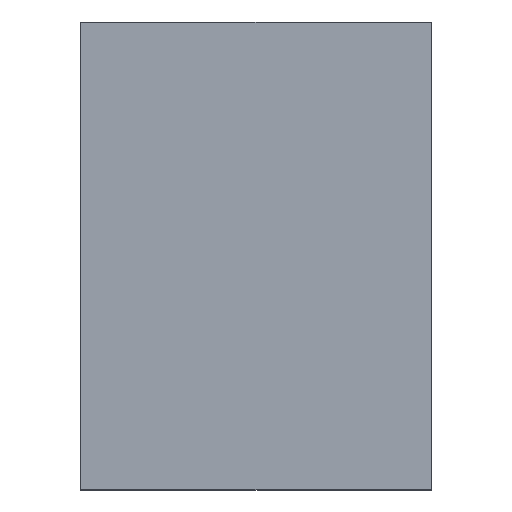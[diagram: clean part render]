
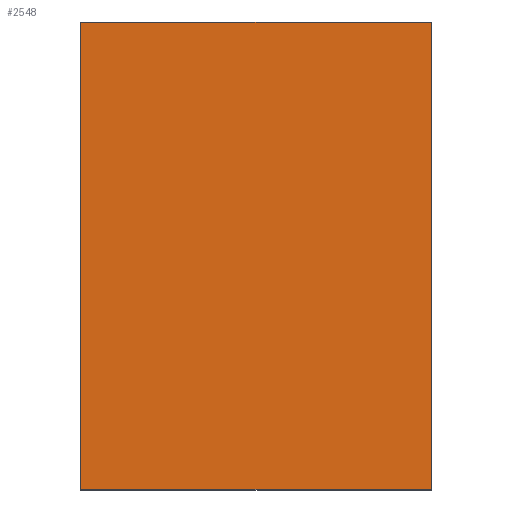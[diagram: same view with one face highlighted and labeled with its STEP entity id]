
A CAD part, top view. The second image highlights one B-rep face of the part: STEP entity #2548.
In plain terms, the highlighted planar face has unit normal (0, 0, 1).
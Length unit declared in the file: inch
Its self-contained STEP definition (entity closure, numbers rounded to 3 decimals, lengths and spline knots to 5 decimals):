
#381 = ORIENTED_EDGE ( 'NONE', *, *, #3610, .T. ) ;
#920 = VECTOR ( 'NONE', #4544, 39.37008 ) ;
#1404 = EDGE_CURVE ( 'NONE', #5161, #6215, #3188, .T. ) ;
#1445 = CARTESIAN_POINT ( 'NONE',  ( 1.5, 2., 0. ) ) ;
#1867 = EDGE_CURVE ( 'NONE', #6215, #6454, #6416, .T. ) ;
#1957 = VECTOR ( 'NONE', #4313, 39.37008 ) ;
#2548 = ADVANCED_FACE ( 'NONE', ( #7553 ), #4203, .F. ) ;
#2553 = VERTEX_POINT ( 'NONE', #4158 ) ;
#2755 = ORIENTED_EDGE ( 'NONE', *, *, #5621, .T. ) ;
#3188 = LINE ( 'NONE', #7420, #8204 ) ;
#3496 = DIRECTION ( 'NONE',  ( -1., 0., 0. ) ) ;
#3591 = CARTESIAN_POINT ( 'NONE',  ( 0., 2., 0. ) ) ;
#3610 = EDGE_CURVE ( 'NONE', #5161, #2553, #5640, .T. ) ;
#3813 = ORIENTED_EDGE ( 'NONE', *, *, #1404, .F. ) ;
#4067 = DIRECTION ( 'NONE',  ( 1., 0., 0. ) ) ;
#4158 = CARTESIAN_POINT ( 'NONE',  ( 0., 0., 0. ) ) ;
#4203 = PLANE ( 'NONE',  #7391 ) ;
#4271 = CARTESIAN_POINT ( 'NONE',  ( 1.5, 2., 0. ) ) ;
#4313 = DIRECTION ( 'NONE',  ( 0., -1., 0. ) ) ;
#4544 = DIRECTION ( 'NONE',  ( 1., 0., 0. ) ) ;
#4799 = ORIENTED_EDGE ( 'NONE', *, *, #1867, .F. ) ;
#4819 = CARTESIAN_POINT ( 'NONE',  ( 0., 2., 0. ) ) ;
#5002 = VECTOR ( 'NONE', #7041, 39.37008 ) ;
#5161 = VERTEX_POINT ( 'NONE', #3591 ) ;
#5621 = EDGE_CURVE ( 'NONE', #2553, #6454, #8673, .T. ) ;
#5640 = LINE ( 'NONE', #6424, #5002 ) ;
#6215 = VERTEX_POINT ( 'NONE', #1445 ) ;
#6416 = LINE ( 'NONE', #4271, #1957 ) ;
#6424 = CARTESIAN_POINT ( 'NONE',  ( 0., 2., 0. ) ) ;
#6454 = VERTEX_POINT ( 'NONE', #8203 ) ;
#6648 = CARTESIAN_POINT ( 'NONE',  ( 0., 0., 0. ) ) ;
#7041 = DIRECTION ( 'NONE',  ( 0., -1., 0. ) ) ;
#7185 = EDGE_LOOP ( 'NONE', ( #2755, #4799, #3813, #381 ) ) ;
#7391 = AXIS2_PLACEMENT_3D ( 'NONE', #4819, #7507, #3496 ) ;
#7420 = CARTESIAN_POINT ( 'NONE',  ( 0., 2., 0. ) ) ;
#7507 = DIRECTION ( 'NONE',  ( 0., 0., -1. ) ) ;
#7553 = FACE_OUTER_BOUND ( 'NONE', #7185, .T. ) ;
#8203 = CARTESIAN_POINT ( 'NONE',  ( 1.5, 0., 0. ) ) ;
#8204 = VECTOR ( 'NONE', #4067, 39.37008 ) ;
#8673 = LINE ( 'NONE', #6648, #920 ) ;
